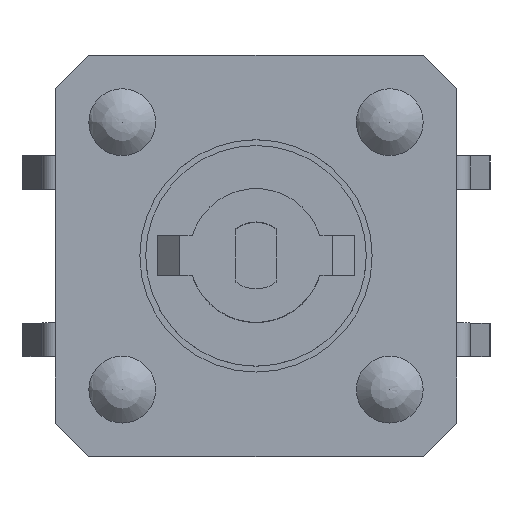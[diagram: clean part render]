
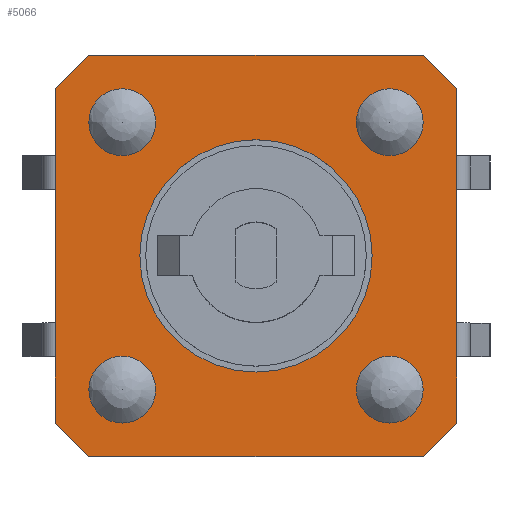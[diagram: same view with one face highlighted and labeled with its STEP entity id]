
A CAD part, top view. The second image highlights one B-rep face of the part: STEP entity #5066.
In plain terms, the highlighted planar face has unit normal (0, 0, 1).
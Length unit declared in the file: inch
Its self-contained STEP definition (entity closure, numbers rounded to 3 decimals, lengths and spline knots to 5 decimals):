
#502=CARTESIAN_POINT('',(-0.23622,0.19685,0.15354));
#503=VERTEX_POINT('',#502);
#504=CARTESIAN_POINT('',(-0.19685,0.23622,0.15354));
#505=VERTEX_POINT('',#504);
#506=CARTESIAN_POINT('',(-0.23622,0.19685,0.15354));
#507=DIRECTION('',(0.707,0.707,0.0));
#508=VECTOR('',#507,0.05568);
#509=LINE('',#506,#508);
#510=EDGE_CURVE('',#503,#505,#509,.T.);
#533=CARTESIAN_POINT('',(-0.23622,-0.19685,0.15354));
#534=VERTEX_POINT('',#533);
#535=CARTESIAN_POINT('',(-0.23622,-0.19685,0.15354));
#536=DIRECTION('',(0.0,1.0,0.0));
#537=VECTOR('',#536,0.3937);
#538=LINE('',#535,#537);
#539=EDGE_CURVE('',#534,#503,#538,.T.);
#625=CARTESIAN_POINT('',(-0.19685,-0.23622,0.15354));
#626=VERTEX_POINT('',#625);
#627=CARTESIAN_POINT('',(-0.19685,-0.23622,0.15354));
#628=DIRECTION('',(-0.707,0.707,0.0));
#629=VECTOR('',#628,0.05568);
#630=LINE('',#627,#629);
#631=EDGE_CURVE('',#626,#534,#630,.T.);
#649=CARTESIAN_POINT('',(0.19685,-0.23622,0.15354));
#650=VERTEX_POINT('',#649);
#651=CARTESIAN_POINT('',(0.19685,-0.23622,0.15354));
#652=DIRECTION('',(-1.0,0.0,0.0));
#653=VECTOR('',#652,0.3937);
#654=LINE('',#651,#653);
#655=EDGE_CURVE('',#650,#626,#654,.T.);
#673=CARTESIAN_POINT('',(0.23622,-0.19685,0.15354));
#674=VERTEX_POINT('',#673);
#675=CARTESIAN_POINT('',(0.23622,-0.19685,0.15354));
#676=DIRECTION('',(-0.707,-0.707,0.0));
#677=VECTOR('',#676,0.05568);
#678=LINE('',#675,#677);
#679=EDGE_CURVE('',#674,#650,#678,.T.);
#697=CARTESIAN_POINT('',(0.23622,0.19685,0.15354));
#698=VERTEX_POINT('',#697);
#699=CARTESIAN_POINT('',(0.23622,0.19685,0.15354));
#700=DIRECTION('',(0.0,-1.0,0.0));
#701=VECTOR('',#700,0.3937);
#702=LINE('',#699,#701);
#703=EDGE_CURVE('',#698,#674,#702,.T.);
#789=CARTESIAN_POINT('',(0.19685,0.23622,0.15354));
#790=VERTEX_POINT('',#789);
#791=CARTESIAN_POINT('',(0.19685,0.23622,0.15354));
#792=DIRECTION('',(0.707,-0.707,0.0));
#793=VECTOR('',#792,0.05568);
#794=LINE('',#791,#793);
#795=EDGE_CURVE('',#790,#698,#794,.T.);
#813=CARTESIAN_POINT('',(-0.19685,0.23622,0.15354));
#814=DIRECTION('',(1.0,0.0,0.0));
#815=VECTOR('',#814,0.3937);
#816=LINE('',#813,#815);
#817=EDGE_CURVE('',#505,#790,#816,.T.);
#3650=CARTESIAN_POINT('',(-0.11811,0.15748,0.15354));
#3651=VERTEX_POINT('',#3650);
#3652=CARTESIAN_POINT('',(-0.15748,0.15748,0.15354));
#3653=DIRECTION('',(0.0,0.0,1.0));
#3654=DIRECTION('',(1.0,0.0,0.0));
#3655=AXIS2_PLACEMENT_3D('',#3652,#3653,#3654);
#3656=CIRCLE('',#3655,0.03937);
#3657=EDGE_CURVE('',#3651,#3651,#3656,.T.);
#4399=CARTESIAN_POINT('',(0.19685,0.15748,0.15354));
#4400=VERTEX_POINT('',#4399);
#4401=CARTESIAN_POINT('',(0.15748,0.15748,0.15354));
#4402=DIRECTION('',(0.0,0.0,1.0));
#4403=DIRECTION('',(1.0,0.0,0.0));
#4404=AXIS2_PLACEMENT_3D('',#4401,#4402,#4403);
#4405=CIRCLE('',#4404,0.03937);
#4406=EDGE_CURVE('',#4400,#4400,#4405,.T.);
#4446=CARTESIAN_POINT('',(0.11811,-0.15748,0.15354));
#4447=VERTEX_POINT('',#4446);
#4448=CARTESIAN_POINT('',(0.15748,-0.15748,0.15354));
#4449=DIRECTION('',(0.0,0.0,-1.0));
#4450=DIRECTION('',(-1.0,0.0,0.0));
#4451=AXIS2_PLACEMENT_3D('',#4448,#4449,#4450);
#4452=CIRCLE('',#4451,0.03937);
#4453=EDGE_CURVE('',#4447,#4447,#4452,.T.);
#4493=CARTESIAN_POINT('',(-0.11811,-0.15748,0.15354));
#4494=VERTEX_POINT('',#4493);
#4495=CARTESIAN_POINT('',(-0.15748,-0.15748,0.15354));
#4496=DIRECTION('',(0.0,0.0,1.0));
#4497=DIRECTION('',(1.0,0.0,0.0));
#4498=AXIS2_PLACEMENT_3D('',#4495,#4496,#4497);
#4499=CIRCLE('',#4498,0.03937);
#4500=EDGE_CURVE('',#4494,#4494,#4499,.T.);
#5028=CARTESIAN_POINT('',(-0.25984,-0.25984,0.15354));
#5029=DIRECTION('',(0.0,0.0,1.0));
#5030=DIRECTION('',(1.0,0.0,0.0));
#5031=AXIS2_PLACEMENT_3D('',#5028,#5029,#5030);
#5032=PLANE('',#5031);
#5033=ORIENTED_EDGE('',*,*,#817,.F.);
#5034=ORIENTED_EDGE('',*,*,#510,.F.);
#5035=ORIENTED_EDGE('',*,*,#539,.F.);
#5036=ORIENTED_EDGE('',*,*,#631,.F.);
#5037=ORIENTED_EDGE('',*,*,#655,.F.);
#5038=ORIENTED_EDGE('',*,*,#679,.F.);
#5039=ORIENTED_EDGE('',*,*,#703,.F.);
#5040=ORIENTED_EDGE('',*,*,#795,.F.);
#5041=EDGE_LOOP('',(#5033,#5034,#5035,#5036,#5037,#5038,#5039,#5040));
#5042=FACE_OUTER_BOUND('',#5041,.T.);
#5043=CARTESIAN_POINT('',(-0.13681,0.,0.15354));
#5044=VERTEX_POINT('',#5043);
#5045=CARTESIAN_POINT('',(0.0,0.0,0.15354));
#5046=DIRECTION('',(0.0,0.0,-1.0));
#5047=DIRECTION('',(1.0,0.0,0.0));
#5048=AXIS2_PLACEMENT_3D('',#5045,#5046,#5047);
#5049=CIRCLE('',#5048,0.13681);
#5050=EDGE_CURVE('',#5044,#5044,#5049,.T.);
#5051=ORIENTED_EDGE('',*,*,#5050,.T.);
#5052=EDGE_LOOP('',(#5051));
#5053=FACE_BOUND('',#5052,.T.);
#5054=ORIENTED_EDGE('',*,*,#3657,.F.);
#5055=EDGE_LOOP('',(#5054));
#5056=FACE_BOUND('',#5055,.T.);
#5057=ORIENTED_EDGE('',*,*,#4406,.F.);
#5058=EDGE_LOOP('',(#5057));
#5059=FACE_BOUND('',#5058,.T.);
#5060=ORIENTED_EDGE('',*,*,#4453,.T.);
#5061=EDGE_LOOP('',(#5060));
#5062=FACE_BOUND('',#5061,.T.);
#5063=ORIENTED_EDGE('',*,*,#4500,.F.);
#5064=EDGE_LOOP('',(#5063));
#5065=FACE_BOUND('',#5064,.T.);
#5066=ADVANCED_FACE('',(#5042,#5053,#5056,#5059,#5062,#5065),#5032,.T.);
